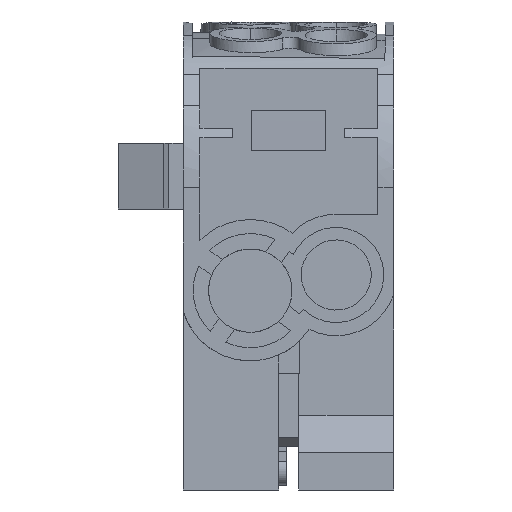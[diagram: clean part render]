
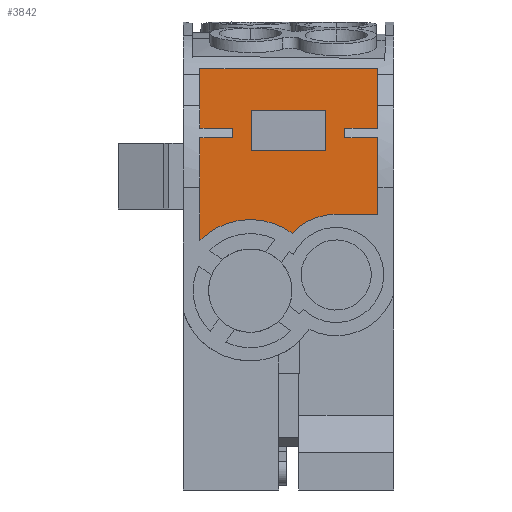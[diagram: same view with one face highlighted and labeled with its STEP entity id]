
A CAD part, front view. The second image highlights one B-rep face of the part: STEP entity #3842.
In plain terms, the highlighted planar face has unit normal (0, -1, 0).
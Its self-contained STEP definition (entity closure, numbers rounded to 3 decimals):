
#3669=AXIS2_PLACEMENT_3D('Plane Axis2P3D',#3666,#3667,#3668) ;
#3764=AXIS2_PLACEMENT_3D('Circle Axis2P3D',#3762,#3763,$) ;
#3771=AXIS2_PLACEMENT_3D('Circle Axis2P3D',#3769,#3770,$) ;
#2529=CARTESIAN_POINT('Vertex',(28.993,9.,36.807)) ;
#2532=CARTESIAN_POINT('Line Origine',(28.993,9.,33.05)) ;
#2536=CARTESIAN_POINT('Vertex',(28.993,9.,29.293)) ;
#3666=CARTESIAN_POINT('Axis2P3D Location',(0.,9.,0.)) ;
#3671=CARTESIAN_POINT('Line Origine',(28.154,9.,29.293)) ;
#3675=CARTESIAN_POINT('Vertex',(27.316,9.,29.293)) ;
#3678=CARTESIAN_POINT('Line Origine',(28.154,9.,36.807)) ;
#3682=CARTESIAN_POINT('Vertex',(27.316,9.,36.807)) ;
#3685=CARTESIAN_POINT('Line Origine',(27.316,9.,36.955)) ;
#3689=CARTESIAN_POINT('Vertex',(27.316,9.,37.103)) ;
#3692=CARTESIAN_POINT('Line Origine',(25.585,9.,37.103)) ;
#3696=CARTESIAN_POINT('Vertex',(23.854,9.,37.103)) ;
#3699=CARTESIAN_POINT('Line Origine',(23.854,9.,37.6)) ;
#3703=CARTESIAN_POINT('Vertex',(23.854,9.,38.097)) ;
#3706=CARTESIAN_POINT('Line Origine',(25.576,9.,38.097)) ;
#3710=CARTESIAN_POINT('Vertex',(27.297,9.,38.097)) ;
#3713=CARTESIAN_POINT('Line Origine',(27.297,9.,41.248)) ;
#3717=CARTESIAN_POINT('Vertex',(27.297,9.,44.399)) ;
#3720=CARTESIAN_POINT('Line Origine',(17.943,9.,44.399)) ;
#3724=CARTESIAN_POINT('Vertex',(8.589,9.,44.399)) ;
#3727=CARTESIAN_POINT('Line Origine',(8.589,9.,41.248)) ;
#3731=CARTESIAN_POINT('Vertex',(8.589,9.,38.097)) ;
#3734=CARTESIAN_POINT('Line Origine',(10.314,9.,38.097)) ;
#3738=CARTESIAN_POINT('Vertex',(12.04,9.,38.097)) ;
#3741=CARTESIAN_POINT('Line Origine',(12.04,9.,37.6)) ;
#3745=CARTESIAN_POINT('Vertex',(12.04,9.,37.103)) ;
#3748=CARTESIAN_POINT('Line Origine',(10.314,9.,37.103)) ;
#3752=CARTESIAN_POINT('Vertex',(8.589,9.,37.103)) ;
#3755=CARTESIAN_POINT('Line Origine',(8.589,9.,31.695)) ;
#3759=CARTESIAN_POINT('Vertex',(8.589,9.,26.287)) ;
#3762=CARTESIAN_POINT('Axis2P3D Location',(13.893,9.,21.)) ;
#3766=CARTESIAN_POINT('Vertex',(18.304,9.,27.053)) ;
#3769=CARTESIAN_POINT('Axis2P3D Location',(22.943,9.,22.65)) ;
#3773=CARTESIAN_POINT('Vertex',(22.943,9.,29.046)) ;
#3776=CARTESIAN_POINT('Line Origine',(25.129,9.,29.046)) ;
#3780=CARTESIAN_POINT('Vertex',(27.316,9.,29.046)) ;
#3783=CARTESIAN_POINT('Line Origine',(27.316,9.,29.17)) ;
#3808=CARTESIAN_POINT('Line Origine',(17.943,9.,35.783)) ;
#3812=CARTESIAN_POINT('Vertex',(14.026,9.,35.783)) ;
#3814=CARTESIAN_POINT('Vertex',(21.859,9.,35.783)) ;
#3817=CARTESIAN_POINT('Line Origine',(14.027,9.,37.9)) ;
#3821=CARTESIAN_POINT('Vertex',(14.027,9.,40.016)) ;
#3824=CARTESIAN_POINT('Line Origine',(17.943,9.,40.016)) ;
#3828=CARTESIAN_POINT('Vertex',(21.859,9.,40.016)) ;
#3831=CARTESIAN_POINT('Line Origine',(21.859,9.,37.9)) ;
#2533=DIRECTION('Vector Direction',(0.,0.,1.)) ;
#3667=DIRECTION('Axis2P3D Direction',(0.,-1.,0.)) ;
#3668=DIRECTION('Axis2P3D XDirection',(1.,0.,0.)) ;
#3672=DIRECTION('Vector Direction',(-1.,0.,0.)) ;
#3679=DIRECTION('Vector Direction',(-1.,0.,0.)) ;
#3686=DIRECTION('Vector Direction',(0.,0.,1.)) ;
#3693=DIRECTION('Vector Direction',(1.,0.,0.)) ;
#3700=DIRECTION('Vector Direction',(0.,0.,-1.)) ;
#3707=DIRECTION('Vector Direction',(-1.,0.,0.)) ;
#3714=DIRECTION('Vector Direction',(0.,0.,1.)) ;
#3721=DIRECTION('Vector Direction',(1.,0.,0.)) ;
#3728=DIRECTION('Vector Direction',(0.,0.,-1.)) ;
#3735=DIRECTION('Vector Direction',(-1.,0.,0.)) ;
#3742=DIRECTION('Vector Direction',(0.,0.,1.)) ;
#3749=DIRECTION('Vector Direction',(1.,0.,0.)) ;
#3756=DIRECTION('Vector Direction',(0.,0.,-1.)) ;
#3763=DIRECTION('Axis2P3D Direction',(0.,-1.,0.)) ;
#3770=DIRECTION('Axis2P3D Direction',(0.,-1.,0.)) ;
#3777=DIRECTION('Vector Direction',(-1.,0.,0.)) ;
#3784=DIRECTION('Vector Direction',(0.,0.,1.)) ;
#3809=DIRECTION('Vector Direction',(1.,0.,0.)) ;
#3818=DIRECTION('Vector Direction',(0.,0.,-1.)) ;
#3825=DIRECTION('Vector Direction',(-1.,0.,0.)) ;
#3832=DIRECTION('Vector Direction',(0.,0.,1.)) ;
#2534=VECTOR('Line Direction',#2533,1.) ;
#3673=VECTOR('Line Direction',#3672,1.) ;
#3680=VECTOR('Line Direction',#3679,1.) ;
#3687=VECTOR('Line Direction',#3686,1.) ;
#3694=VECTOR('Line Direction',#3693,1.) ;
#3701=VECTOR('Line Direction',#3700,1.) ;
#3708=VECTOR('Line Direction',#3707,1.) ;
#3715=VECTOR('Line Direction',#3714,1.) ;
#3722=VECTOR('Line Direction',#3721,1.) ;
#3729=VECTOR('Line Direction',#3728,1.) ;
#3736=VECTOR('Line Direction',#3735,1.) ;
#3743=VECTOR('Line Direction',#3742,1.) ;
#3750=VECTOR('Line Direction',#3749,1.) ;
#3757=VECTOR('Line Direction',#3756,1.) ;
#3778=VECTOR('Line Direction',#3777,1.) ;
#3785=VECTOR('Line Direction',#3784,1.) ;
#3810=VECTOR('Line Direction',#3809,1.) ;
#3819=VECTOR('Line Direction',#3818,1.) ;
#3826=VECTOR('Line Direction',#3825,1.) ;
#3833=VECTOR('Line Direction',#3832,1.) ;
#3789=ORIENTED_EDGE('',*,*,#3677,.F.) ;
#3790=ORIENTED_EDGE('',*,*,#2538,.T.) ;
#3791=ORIENTED_EDGE('',*,*,#3684,.T.) ;
#3792=ORIENTED_EDGE('',*,*,#3691,.T.) ;
#3793=ORIENTED_EDGE('',*,*,#3698,.T.) ;
#3794=ORIENTED_EDGE('',*,*,#3705,.T.) ;
#3795=ORIENTED_EDGE('',*,*,#3712,.T.) ;
#3796=ORIENTED_EDGE('',*,*,#3719,.T.) ;
#3797=ORIENTED_EDGE('',*,*,#3726,.T.) ;
#3798=ORIENTED_EDGE('',*,*,#3733,.T.) ;
#3799=ORIENTED_EDGE('',*,*,#3740,.T.) ;
#3800=ORIENTED_EDGE('',*,*,#3747,.T.) ;
#3801=ORIENTED_EDGE('',*,*,#3754,.T.) ;
#3802=ORIENTED_EDGE('',*,*,#3761,.T.) ;
#3803=ORIENTED_EDGE('',*,*,#3768,.T.) ;
#3804=ORIENTED_EDGE('',*,*,#3775,.T.) ;
#3805=ORIENTED_EDGE('',*,*,#3782,.T.) ;
#3806=ORIENTED_EDGE('',*,*,#3787,.T.) ;
#3837=ORIENTED_EDGE('',*,*,#3816,.F.) ;
#3838=ORIENTED_EDGE('',*,*,#3823,.F.) ;
#3839=ORIENTED_EDGE('',*,*,#3830,.F.) ;
#3840=ORIENTED_EDGE('',*,*,#3835,.F.) ;
#3841=FACE_BOUND('',#3836,.T.) ;
#3842=ADVANCED_FACE('Koerper.2',(#3807,#3841),#3670,.T.) ;
#3765=CIRCLE('generated circle',#3764,7.489) ;
#3772=CIRCLE('generated circle',#3771,6.396) ;
#2538=EDGE_CURVE('',#2537,#2530,#2535,.T.) ;
#3677=EDGE_CURVE('',#2537,#3676,#3674,.T.) ;
#3684=EDGE_CURVE('',#2530,#3683,#3681,.T.) ;
#3691=EDGE_CURVE('',#3683,#3690,#3688,.T.) ;
#3698=EDGE_CURVE('',#3690,#3697,#3695,.F.) ;
#3705=EDGE_CURVE('',#3697,#3704,#3702,.F.) ;
#3712=EDGE_CURVE('',#3704,#3711,#3709,.F.) ;
#3719=EDGE_CURVE('',#3711,#3718,#3716,.T.) ;
#3726=EDGE_CURVE('',#3718,#3725,#3723,.F.) ;
#3733=EDGE_CURVE('',#3725,#3732,#3730,.T.) ;
#3740=EDGE_CURVE('',#3732,#3739,#3737,.F.) ;
#3747=EDGE_CURVE('',#3739,#3746,#3744,.F.) ;
#3754=EDGE_CURVE('',#3746,#3753,#3751,.F.) ;
#3761=EDGE_CURVE('',#3753,#3760,#3758,.T.) ;
#3768=EDGE_CURVE('',#3760,#3767,#3765,.F.) ;
#3775=EDGE_CURVE('',#3767,#3774,#3772,.F.) ;
#3782=EDGE_CURVE('',#3774,#3781,#3779,.F.) ;
#3787=EDGE_CURVE('',#3781,#3676,#3786,.T.) ;
#3816=EDGE_CURVE('',#3813,#3815,#3811,.T.) ;
#3823=EDGE_CURVE('',#3822,#3813,#3820,.T.) ;
#3830=EDGE_CURVE('',#3829,#3822,#3827,.T.) ;
#3835=EDGE_CURVE('',#3815,#3829,#3834,.T.) ;
#3788=EDGE_LOOP('',(#3789,#3790,#3791,#3792,#3793,#3794,#3795,#3796,#3797,#3798,#3799,#3800,#3801,#3802,#3803,#3804,#3805,#3806)) ;
#3836=EDGE_LOOP('',(#3837,#3838,#3839,#3840)) ;
#3807=FACE_OUTER_BOUND('',#3788,.T.) ;
#2535=LINE('Line',#2532,#2534) ;
#3674=LINE('Line',#3671,#3673) ;
#3681=LINE('Line',#3678,#3680) ;
#3688=LINE('Line',#3685,#3687) ;
#3695=LINE('Line',#3692,#3694) ;
#3702=LINE('Line',#3699,#3701) ;
#3709=LINE('Line',#3706,#3708) ;
#3716=LINE('Line',#3713,#3715) ;
#3723=LINE('Line',#3720,#3722) ;
#3730=LINE('Line',#3727,#3729) ;
#3737=LINE('Line',#3734,#3736) ;
#3744=LINE('Line',#3741,#3743) ;
#3751=LINE('Line',#3748,#3750) ;
#3758=LINE('Line',#3755,#3757) ;
#3779=LINE('Line',#3776,#3778) ;
#3786=LINE('Line',#3783,#3785) ;
#3811=LINE('Line',#3808,#3810) ;
#3820=LINE('Line',#3817,#3819) ;
#3827=LINE('Line',#3824,#3826) ;
#3834=LINE('Line',#3831,#3833) ;
#3670=PLANE('',#3669) ;
#2530=VERTEX_POINT('',#2529) ;
#2537=VERTEX_POINT('',#2536) ;
#3676=VERTEX_POINT('',#3675) ;
#3683=VERTEX_POINT('',#3682) ;
#3690=VERTEX_POINT('',#3689) ;
#3697=VERTEX_POINT('',#3696) ;
#3704=VERTEX_POINT('',#3703) ;
#3711=VERTEX_POINT('',#3710) ;
#3718=VERTEX_POINT('',#3717) ;
#3725=VERTEX_POINT('',#3724) ;
#3732=VERTEX_POINT('',#3731) ;
#3739=VERTEX_POINT('',#3738) ;
#3746=VERTEX_POINT('',#3745) ;
#3753=VERTEX_POINT('',#3752) ;
#3760=VERTEX_POINT('',#3759) ;
#3767=VERTEX_POINT('',#3766) ;
#3774=VERTEX_POINT('',#3773) ;
#3781=VERTEX_POINT('',#3780) ;
#3813=VERTEX_POINT('',#3812) ;
#3815=VERTEX_POINT('',#3814) ;
#3822=VERTEX_POINT('',#3821) ;
#3829=VERTEX_POINT('',#3828) ;
